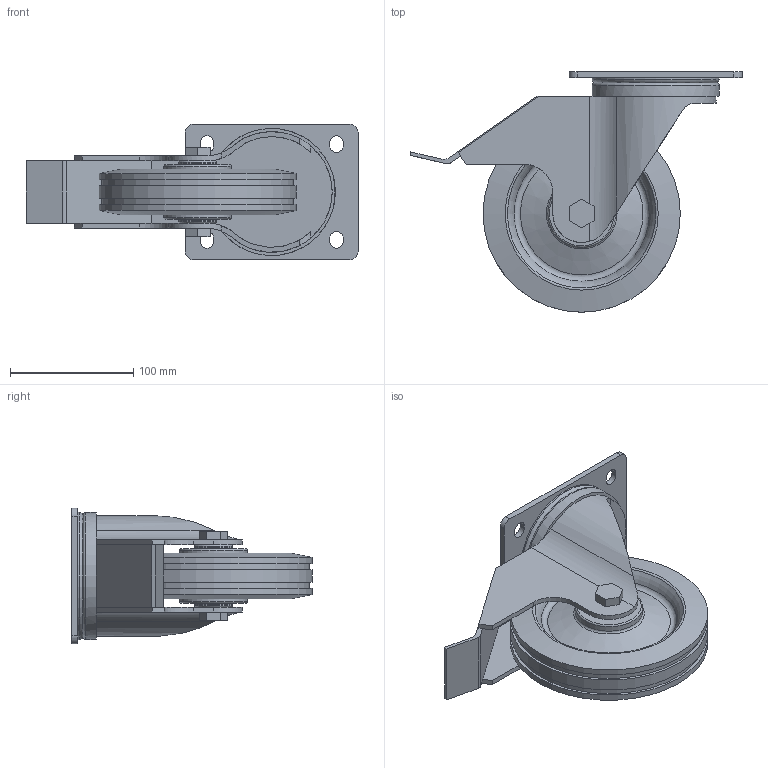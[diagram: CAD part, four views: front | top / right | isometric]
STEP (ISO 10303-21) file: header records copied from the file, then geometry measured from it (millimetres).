
FILE_DESCRIPTION(/* description */ ('STEP AP214'),/* implementation_level */ '2;1');
FILE_NAME(/* name */ 'K1761.1604020',/* time_stamp */ '2025-06-24T14:17:35+02:00',/* author */ ('License CC BY-ND 4.0'),/* organization */ ('CADENAS'),/* preprocessor_version */ 'ST-DEVELOPER v19.3',/* originating_system */ 'PARTsolutions',/* authorisation */ ' ');
FILE_SCHEMA (('AUTOMOTIVE_DESIGN {1 0 10303 214 3 1 1}'));
Length unit declared in the file: millimetre
Products named in the file (1): K1761.1604020
Bounding box: 269.2 x 195 x 110 mm (x, y, z)
Volume: 952987.5 mm3; surface area: 173050.8 mm2
Topology: 1 solids, 1 shells, 123 faces, 318 edges, 205 vertices
Faces by surface type: plane 63, cylinder 40, torus 16, cone 4
Full cylindrical faces by diameter (mm): 20.02 x2, 30.4 x2, 54.72 x2, 103.04 x2, 155.52 x2, 160 x3
Entity records: 3630 total; most frequent: CARTESIAN_POINT 660, DIRECTION 622, ORIENTED_EDGE 562, EDGE_CURVE 281, AXIS2_PLACEMENT_3D 227, VERTEX_POINT 201, EDGE_LOOP 174, FACE_BOUND 174
